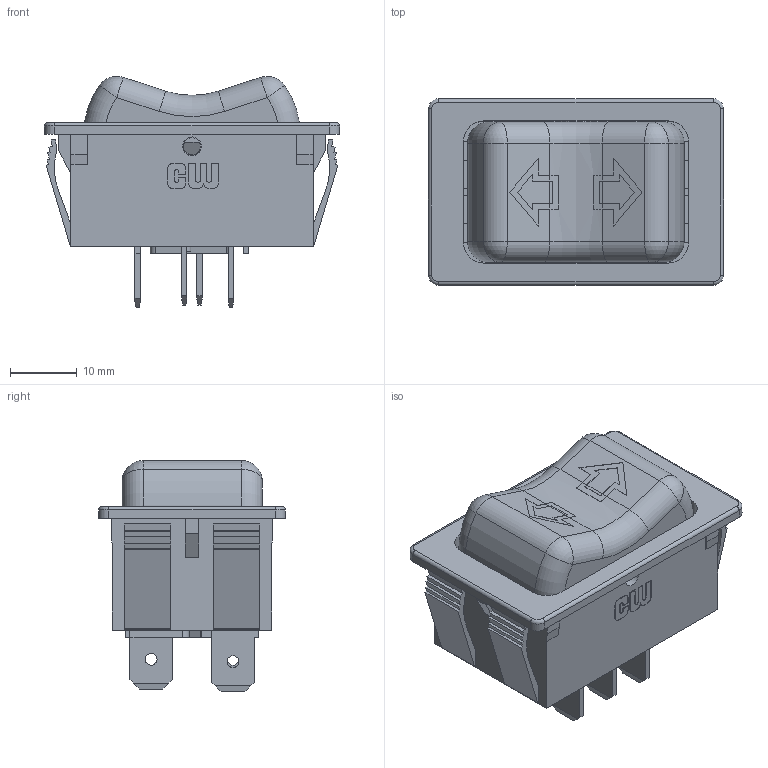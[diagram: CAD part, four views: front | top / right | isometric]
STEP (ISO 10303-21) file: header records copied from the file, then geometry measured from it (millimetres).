
FILE_DESCRIPTION(/* description */ (''),/* implementation_level */ '2;1');
FILE_NAME(/* name */ 'GRS-6025C-0002_Plain 40_3D Model.stp',/* time_stamp */ '2021-04-08T15:47:40-04:00',/* author */ ('dwiltbank'),/* organization */ (''),/* preprocessor_version */ 'ST-DEVELOPER v18.1',/* originating_system */ 'Autodesk Inventor 2020',/* authorisation */ '');
FILE_SCHEMA (('AUTOMOTIVE_DESIGN { 1 0 10303 214 3 1 1 }'));
Length unit declared in the file: inch
Products named in the file (1): GRS-6025C-0002_3D Model_Shrinkwrap_1
Bounding box: 44.2 x 27.94 x 34.62 mm (x, y, z)
Surface area: 9487 mm2 (no closed solid volume)
Topology: 0 solids, 13 shells, 666 faces, 2280 edges, 1612 vertices
Faces by surface type: plane 488, bspline 81, cylinder 78, torus 11, cone 4, sphere 4
Full cylindrical faces by diameter (mm): 1.778 x4, 2.032 x1, 2.286 x1, 2.54 x1, 2.794 x1
Entity records: 25446 total; most frequent: CARTESIAN_POINT 5650, ORIENTED_EDGE 3879, DIRECTION 3523, EDGE_CURVE 2276, LINE 1859, VECTOR 1859, VERTEX_POINT 1612, AXIS2_PLACEMENT_3D 832
